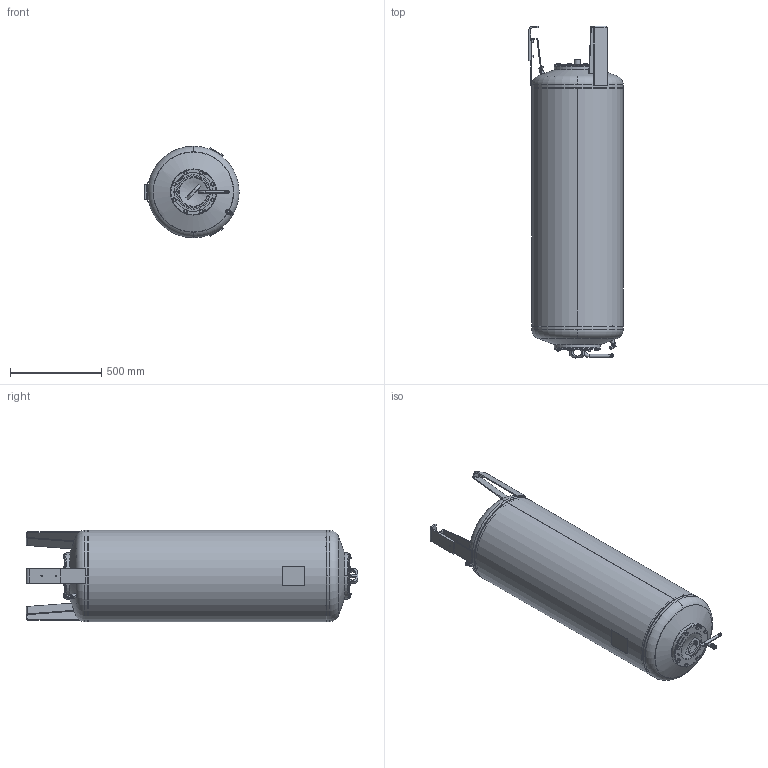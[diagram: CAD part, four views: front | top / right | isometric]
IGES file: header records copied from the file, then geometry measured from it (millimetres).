
Global section: file name: No Iges File Name specified; native system: Autodesk Inventor 2009; preprocessor: AutoDesk Inventor Iges Exporter R2009; author: CADJOBServer; date: 20091012.110700; units: millimetre
Bounding box: 515.34 x 1814.12 x 500 mm (x, y, z)
Volume: 12969657.1 mm3; surface area: 8400877.4 mm2
Topology: 30 solids, 30 shells, 1744 faces, 4347 edges, 2779 vertices
Faces by surface type: plane 649, bspline 279, revolution 260, cylinder 258, cone 237, torus 58, sphere 3
